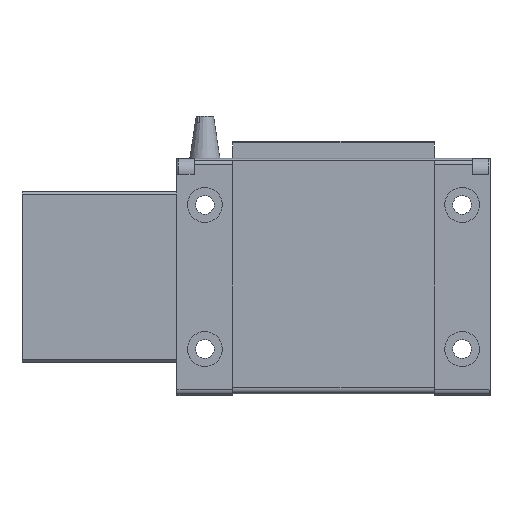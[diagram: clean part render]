
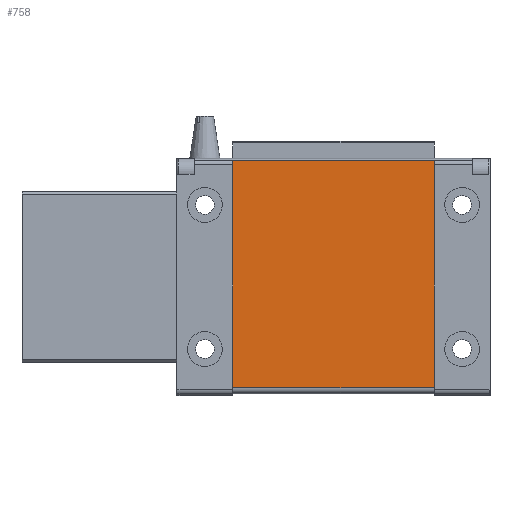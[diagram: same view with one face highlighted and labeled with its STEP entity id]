
A CAD part, front view. The second image highlights one B-rep face of the part: STEP entity #758.
In plain terms, the highlighted planar face has unit normal (0, -1, 0).
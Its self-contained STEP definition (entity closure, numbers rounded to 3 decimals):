
#758=ADVANCED_FACE('',(#1674),#1675,.T.);
#1674=FACE_OUTER_BOUND('',#2742,.T.);
#1675=PLANE('',#2743);
#2742=EDGE_LOOP('',(#4962,#4963,#4964,#4965));
#2743=AXIS2_PLACEMENT_3D('',#4966,#4967,#4968);
#4962=ORIENTED_EDGE('',*,*,#6439,.F.);
#4963=ORIENTED_EDGE('',*,*,#7001,.F.);
#4964=ORIENTED_EDGE('',*,*,#6749,.F.);
#4965=ORIENTED_EDGE('',*,*,#6996,.F.);
#4966=CARTESIAN_POINT('',(-18.0,0.5,-37.75));
#4967=DIRECTION('',(0.0,-1.0,0.0));
#4968=DIRECTION('',(0.0,0.0,-1.0));
#6439=EDGE_CURVE('',#7773,#7775,#7776,.T.);
#6749=EDGE_CURVE('',#8273,#8275,#8276,.T.);
#6996=EDGE_CURVE('',#7775,#8273,#8599,.T.);
#7001=EDGE_CURVE('',#8275,#7773,#8605,.T.);
#7773=VERTEX_POINT('',#9562);
#7775=VERTEX_POINT('',#9564);
#7776=LINE('',#9565,#9566);
#8273=VERTEX_POINT('',#10196);
#8275=VERTEX_POINT('',#10198);
#8276=LINE('',#10199,#10200);
#8599=LINE('',#10639,#10640);
#8605=LINE('',#10647,#10648);
#9562=CARTESIAN_POINT('',(-18.0,0.5,-35.75));
#9564=CARTESIAN_POINT('',(-83.0,0.5,-35.75));
#9565=CARTESIAN_POINT('',(-18.0,0.5,-35.75));
#9566=VECTOR('',#11639,65.0);
#10196=CARTESIAN_POINT('',(-83.0,0.5,37.573));
#10198=CARTESIAN_POINT('',(-18.0,0.5,37.573));
#10199=CARTESIAN_POINT('',(-83.0,0.5,37.573));
#10200=VECTOR('',#12097,65.0);
#10639=CARTESIAN_POINT('',(-83.0,0.5,-35.75));
#10640=VECTOR('',#12376,73.323);
#10647=CARTESIAN_POINT('',(-18.0,0.5,37.573));
#10648=VECTOR('',#12381,73.323);
#11639=DIRECTION('',(-1.0,0.0,0.0));
#12097=DIRECTION('',(1.0,0.0,0.0));
#12376=DIRECTION('',(0.0,0.0,1.0));
#12381=DIRECTION('',(0.0,0.0,-1.0));
